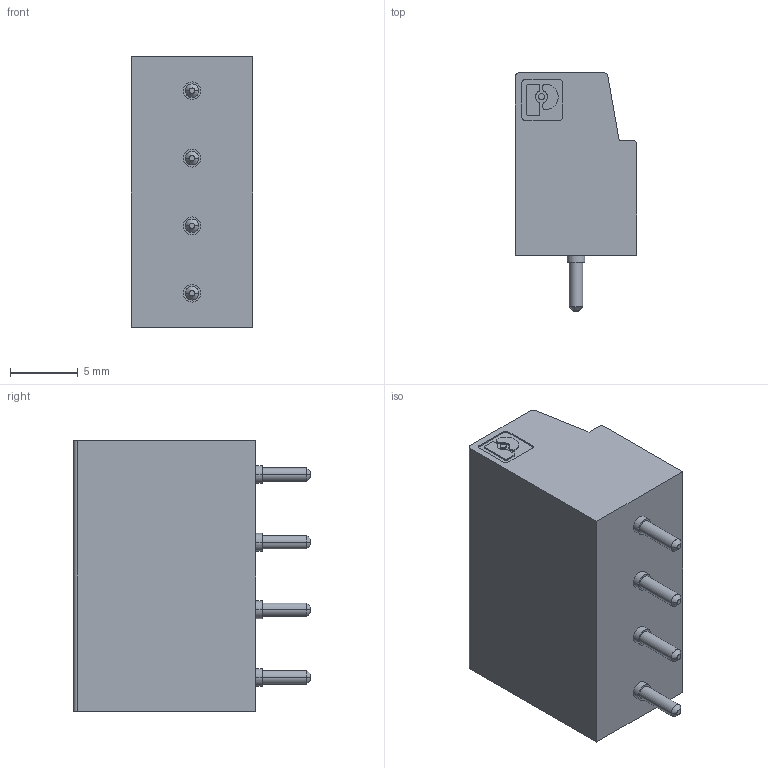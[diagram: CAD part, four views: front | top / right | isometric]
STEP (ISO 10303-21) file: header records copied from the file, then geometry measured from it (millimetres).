
FILE_DESCRIPTION(('SolidDesigner STEP Export'),'2;1');
FILE_NAME('pt_2.5-4-5.0-h.stp','2005-05-12T11:54:24',(''),(''),'OneSpaceDesigner STEP processor Version: 9.0 (March 2001)for AP214(CD)(Solid Model)','CoCreate OneSpaceDesigner: 11.50A 18-Jul-2002(C) CoCreate Software GmbH','');
FILE_SCHEMA(('AUTOMOTIVE_DESIGN_CC2 {1 2 10303 214 -1 1 5 1}'));
Length unit declared in the file: millimetre
Products named in the file (2): pt_2.5-4-5.0-h
Assembly tree (1 placements, depth 2):
  pt_2.5-4-5.0-h
    pt_2.5-4-5.0-h
Bounding box: 9 x 17.6 x 20 mm (x, y, z)
Volume: 1816.8 mm3; surface area: 1776.9 mm2
Topology: 1 solids, 1 shells, 350 faces, 898 edges, 574 vertices
Faces by surface type: plane 237, cylinder 89, cone 16, torus 8
Entity records: 13149 total; most frequent: CARTESIAN_POINT 2572, ORIENTED_EDGE 1796, DIRECTION 1388, EDGE_CURVE 898, VERTEX_POINT 574, VECTOR 528, LINE 528, AXIS2_PLACEMENT_3D 430
